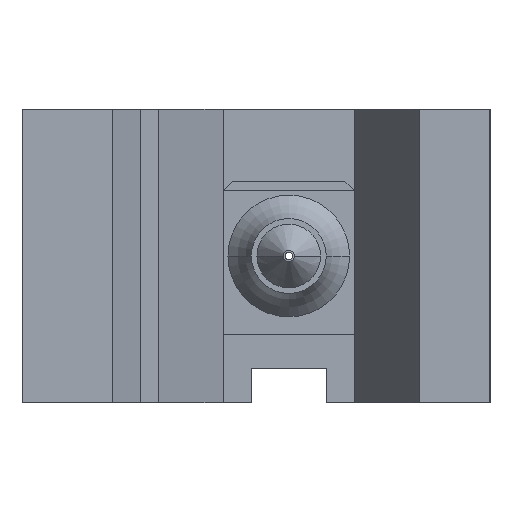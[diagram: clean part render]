
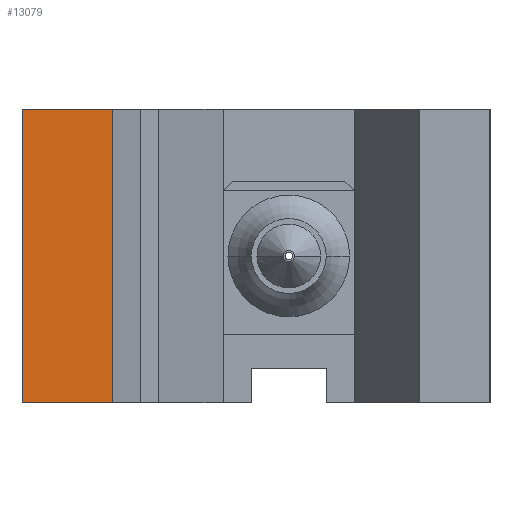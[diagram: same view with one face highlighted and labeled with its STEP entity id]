
A CAD part, front view. The second image highlights one B-rep face of the part: STEP entity #13079.
In plain terms, the highlighted planar face has unit normal (0, -1, 0).
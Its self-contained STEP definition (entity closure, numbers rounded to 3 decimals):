
#117 = CARTESIAN_POINT ( 'NONE',  ( -9.401, 15.3, -7.85 ) ) ;
#146 = CARTESIAN_POINT ( 'NONE',  ( -14.25, 15.3, 7.85 ) ) ;
#578 = DIRECTION ( 'NONE',  ( 0., 0., 1. ) ) ;
#583 = VERTEX_POINT ( 'NONE', #1152 ) ;
#597 = ORIENTED_EDGE ( 'NONE', *, *, #3249, .T. ) ;
#867 = CARTESIAN_POINT ( 'NONE',  ( -14.25, 15.3, 7.85 ) ) ;
#1152 = CARTESIAN_POINT ( 'NONE',  ( -14.25, 15.3, -7.85 ) ) ;
#1245 = LINE ( 'NONE', #117, #4406 ) ;
#1787 = CARTESIAN_POINT ( 'NONE',  ( -14.25, 15.3, 7.85 ) ) ;
#1930 = DIRECTION ( 'NONE',  ( 1., 0., 0. ) ) ;
#2892 = PLANE ( 'NONE',  #7375 ) ;
#3249 = EDGE_CURVE ( 'NONE', #3286, #12122, #1245, .T. ) ;
#3286 = VERTEX_POINT ( 'NONE', #13030 ) ;
#4154 = EDGE_LOOP ( 'NONE', ( #9907, #597, #9844, #8814 ) ) ;
#4406 = VECTOR ( 'NONE', #4427, 1000. ) ;
#4427 = DIRECTION ( 'NONE',  ( 0., 0., 1. ) ) ;
#5111 = VECTOR ( 'NONE', #7646, 1000. ) ;
#5263 = VECTOR ( 'NONE', #9840, 1000. ) ;
#5462 = LINE ( 'NONE', #146, #5111 ) ;
#5771 = CARTESIAN_POINT ( 'NONE',  ( -14.25, 15.3, 7.85 ) ) ;
#7225 = VECTOR ( 'NONE', #1930, 1000. ) ;
#7228 = DIRECTION ( 'NONE',  ( 0., 1., 0. ) ) ;
#7300 = LINE ( 'NONE', #11596, #7225 ) ;
#7375 = AXIS2_PLACEMENT_3D ( 'NONE', #867, #7228, #578 ) ;
#7608 = EDGE_CURVE ( 'NONE', #583, #3286, #7300, .T. ) ;
#7646 = DIRECTION ( 'NONE',  ( 0., 0., -1. ) ) ;
#8814 = ORIENTED_EDGE ( 'NONE', *, *, #13236, .T. ) ;
#9222 = EDGE_CURVE ( 'NONE', #10196, #12122, #9903, .T. ) ;
#9840 = DIRECTION ( 'NONE',  ( 1., 0., 0. ) ) ;
#9844 = ORIENTED_EDGE ( 'NONE', *, *, #9222, .F. ) ;
#9903 = LINE ( 'NONE', #5771, #5263 ) ;
#9907 = ORIENTED_EDGE ( 'NONE', *, *, #7608, .T. ) ;
#10196 = VERTEX_POINT ( 'NONE', #1787 ) ;
#11292 = FACE_OUTER_BOUND ( 'NONE', #4154, .T. ) ;
#11596 = CARTESIAN_POINT ( 'NONE',  ( -14.25, 15.3, -7.85 ) ) ;
#12122 = VERTEX_POINT ( 'NONE', #13208 ) ;
#13030 = CARTESIAN_POINT ( 'NONE',  ( -9.401, 15.3, -7.85 ) ) ;
#13079 = ADVANCED_FACE ( 'NONE', ( #11292 ), #2892, .F. ) ;
#13208 = CARTESIAN_POINT ( 'NONE',  ( -9.401, 15.3, 7.85 ) ) ;
#13236 = EDGE_CURVE ( 'NONE', #10196, #583, #5462, .T. ) ;
